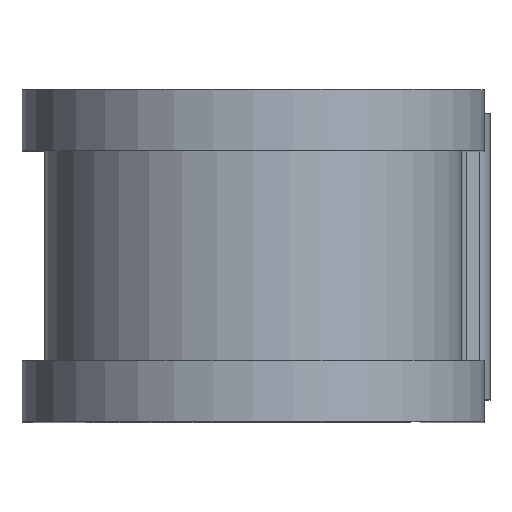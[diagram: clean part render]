
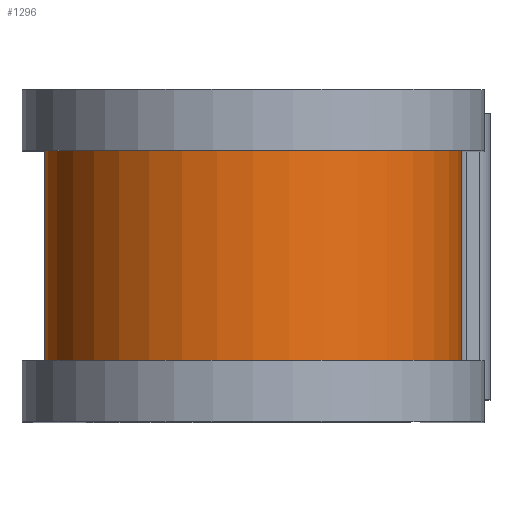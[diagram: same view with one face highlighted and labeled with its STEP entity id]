
A CAD part, top view. The second image highlights one B-rep face of the part: STEP entity #1296.
In plain terms, the highlighted cylindrical face has radius 13.856 mm (diameter 27.711 mm), a partial arc.
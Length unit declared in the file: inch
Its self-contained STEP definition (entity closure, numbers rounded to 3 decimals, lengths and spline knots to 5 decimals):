
#73 = DIRECTION ( 'NONE',  ( 0., 0., -1. ) ) ;
#163 = CARTESIAN_POINT ( 'NONE',  ( -0.5455, 0.275, 0.875 ) ) ;
#176 = CARTESIAN_POINT ( 'NONE',  ( -0.5455, -0.275, 0.875 ) ) ;
#198 = DIRECTION ( 'NONE',  ( 0., 0., -1. ) ) ;
#200 = CARTESIAN_POINT ( 'NONE',  ( 0.5455, 0.375, 0.875 ) ) ;
#245 = VERTEX_POINT ( 'NONE', #422 ) ;
#319 = VERTEX_POINT ( 'NONE', #163 ) ;
#341 = EDGE_CURVE ( 'NONE', #1940, #319, #1169, .T. ) ;
#422 = CARTESIAN_POINT ( 'NONE',  ( 0.5455, -0.275, 0.875 ) ) ;
#549 = EDGE_LOOP ( 'NONE', ( #1914, #1611, #692, #2055 ) ) ;
#588 = CARTESIAN_POINT ( 'NONE',  ( 0., -0.275, 0.875 ) ) ;
#614 = CARTESIAN_POINT ( 'NONE',  ( -0.5455, 0.375, 0.875 ) ) ;
#692 = ORIENTED_EDGE ( 'NONE', *, *, #886, .T. ) ;
#765 = DIRECTION ( 'NONE',  ( 0., 0., -1. ) ) ;
#881 = CYLINDRICAL_SURFACE ( 'NONE', #1868, 0.5455 ) ;
#886 = EDGE_CURVE ( 'NONE', #319, #1598, #1497, .T. ) ;
#928 = CIRCLE ( 'NONE', #1324, 0.5455 ) ;
#982 = FACE_OUTER_BOUND ( 'NONE', #549, .T. ) ;
#1066 = DIRECTION ( 'NONE',  ( 0., -1., 0. ) ) ;
#1169 = CIRCLE ( 'NONE', #1879, 0.5455 ) ;
#1251 = CARTESIAN_POINT ( 'NONE',  ( 0., 0.275, 0.875 ) ) ;
#1296 = ADVANCED_FACE ( 'NONE', ( #982 ), #881, .T. ) ;
#1324 = AXIS2_PLACEMENT_3D ( 'NONE', #588, #1720, #765 ) ;
#1325 = EDGE_CURVE ( 'NONE', #245, #1598, #928, .T. ) ;
#1360 = CARTESIAN_POINT ( 'NONE',  ( 0., 0.375, 0.875 ) ) ;
#1401 = DIRECTION ( 'NONE',  ( 0., -1., 0. ) ) ;
#1438 = VECTOR ( 'NONE', #1401, 39.37008 ) ;
#1463 = VECTOR ( 'NONE', #1536, 39.37008 ) ;
#1497 = LINE ( 'NONE', #614, #1438 ) ;
#1536 = DIRECTION ( 'NONE',  ( 0., -1., 0. ) ) ;
#1598 = VERTEX_POINT ( 'NONE', #176 ) ;
#1611 = ORIENTED_EDGE ( 'NONE', *, *, #341, .T. ) ;
#1712 = EDGE_CURVE ( 'NONE', #1940, #245, #1722, .T. ) ;
#1720 = DIRECTION ( 'NONE',  ( 0., -1., 0. ) ) ;
#1722 = LINE ( 'NONE', #200, #1463 ) ;
#1862 = DIRECTION ( 'NONE',  ( 0., -1., 0. ) ) ;
#1868 = AXIS2_PLACEMENT_3D ( 'NONE', #1360, #1066, #198 ) ;
#1879 = AXIS2_PLACEMENT_3D ( 'NONE', #1251, #1862, #73 ) ;
#1907 = CARTESIAN_POINT ( 'NONE',  ( 0.5455, 0.275, 0.875 ) ) ;
#1914 = ORIENTED_EDGE ( 'NONE', *, *, #1712, .F. ) ;
#1940 = VERTEX_POINT ( 'NONE', #1907 ) ;
#2055 = ORIENTED_EDGE ( 'NONE', *, *, #1325, .F. ) ;
